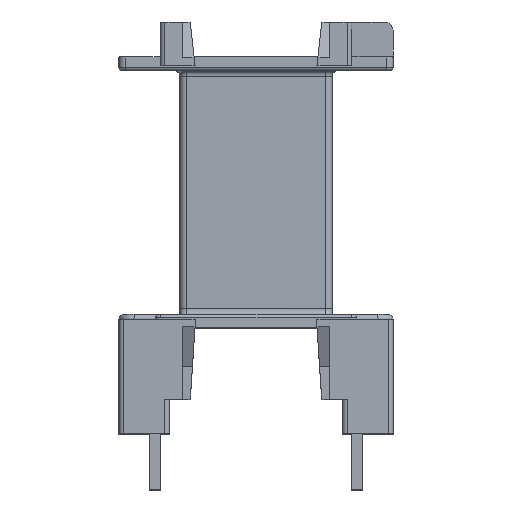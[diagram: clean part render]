
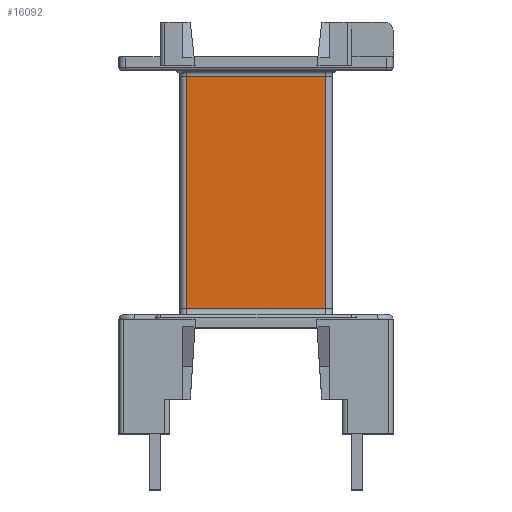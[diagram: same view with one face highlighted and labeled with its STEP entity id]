
A CAD part, top view. The second image highlights one B-rep face of the part: STEP entity #16092.
In plain terms, the highlighted planar face has unit normal (0, 0, 1).
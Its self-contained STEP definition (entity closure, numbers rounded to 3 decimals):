
#2836=DIRECTION('',(1.,0.,0.));
#2837=VECTOR('',#2836,8.8);
#2838=CARTESIAN_POINT('',(-4.4,1.2,4.8));
#2839=LINE('',#2838,#2837);
#2848=DIRECTION('',(0.,-1.,0.));
#2849=VECTOR('',#2848,14.7);
#2850=CARTESIAN_POINT('',(-4.4,15.9,4.8));
#2851=LINE('',#2850,#2849);
#8490=DIRECTION('',(-1.,0.,0.));
#8491=VECTOR('',#8490,8.8);
#8492=CARTESIAN_POINT('',(4.4,15.9,4.8));
#8493=LINE('',#8492,#8491);
#8521=DIRECTION('',(0.,1.,0.));
#8522=VECTOR('',#8521,14.7);
#8523=CARTESIAN_POINT('',(4.4,1.2,4.8));
#8524=LINE('',#8523,#8522);
#10191=CARTESIAN_POINT('',(4.4,1.2,4.8));
#10193=VERTEX_POINT('',#10191);
#10194=CARTESIAN_POINT('',(-4.4,1.2,4.8));
#10195=VERTEX_POINT('',#10194);
#10196=CARTESIAN_POINT('',(-4.4,15.9,4.8));
#10197=VERTEX_POINT('',#10196);
#10198=CARTESIAN_POINT('',(4.4,15.9,4.8));
#10199=VERTEX_POINT('',#10198);
#16078=CARTESIAN_POINT('',(-4.8,0.,4.8));
#16079=DIRECTION('',(0.,0.,1.));
#16080=DIRECTION('',(1.,0.,0.));
#16081=AXIS2_PLACEMENT_3D('',#16078,#16079,#16080);
#16082=PLANE('',#16081);
#16083=ORIENTED_EDGE('',*,*,#16068,.F.);
#16085=ORIENTED_EDGE('',*,*,#16084,.F.);
#16087=ORIENTED_EDGE('',*,*,#16086,.F.);
#16089=ORIENTED_EDGE('',*,*,#16088,.F.);
#16090=EDGE_LOOP('',(#16083,#16085,#16087,#16089));
#16091=FACE_OUTER_BOUND('',#16090,.F.);
#16068=EDGE_CURVE('',#10195,#10193,#2839,.T.);
#16084=EDGE_CURVE('',#10197,#10195,#2851,.T.);
#16086=EDGE_CURVE('',#10199,#10197,#8493,.T.);
#16088=EDGE_CURVE('',#10193,#10199,#8524,.T.);
#16092=ADVANCED_FACE('',(#16091),#16082,.T.);
